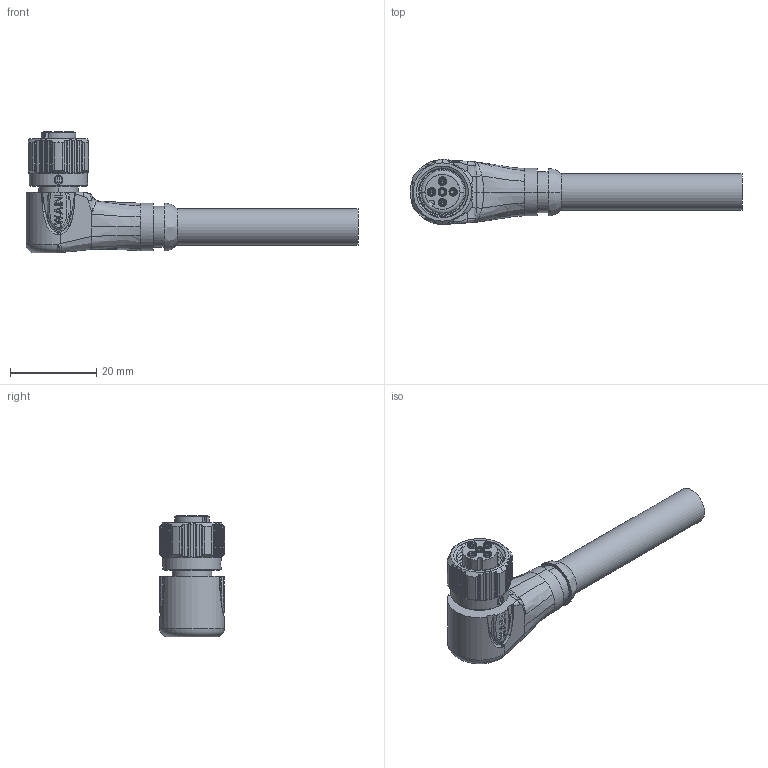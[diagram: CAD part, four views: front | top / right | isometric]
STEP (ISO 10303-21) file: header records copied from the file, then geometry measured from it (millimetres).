
FILE_DESCRIPTION(/* description */ (''),/* implementation_level */ '2;1');
FILE_NAME(/* name */ 'huan.stp',/* time_stamp */ '2023-12-25T14:10:17+08:00',/* author */ (''),/* organization */ (''),/* preprocessor_version */ 'ST-DEVELOPER v18.1',/* originating_system */ 'SIEMENS PLM Software NX 1980',/* authorisation */ '');
FILE_SCHEMA (('AUTOMOTIVE_DESIGN { 1 0 10303 214 3 1 1 1 }'));
Length unit declared in the file: inch
Products named in the file (1): 3D_1630045014022_M12-M04A-S-5.0-PVC-SH_V1.1
Bounding box: 76.91 x 15.2 x 28.2 mm (x, y, z)
Volume: 8545.9 mm3; surface area: 5077.1 mm2
Topology: 1 solids, 1 shells, 662 faces, 1874 edges, 1194 vertices
Faces by surface type: plane 300, cylinder 234, cone 54, bspline 47, torus 23, extrusion 2, sphere 2
Full cylindrical faces by diameter (mm): 8.5 x1
Entity records: 28853 total; most frequent: CARTESIAN_POINT 12859, ORIENTED_EDGE 3688, DIRECTION 2934, EDGE_CURVE 1844, VERTEX_POINT 1185, AXIS2_PLACEMENT_3D 1126, EDGE_LOOP 687, VECTOR 682
